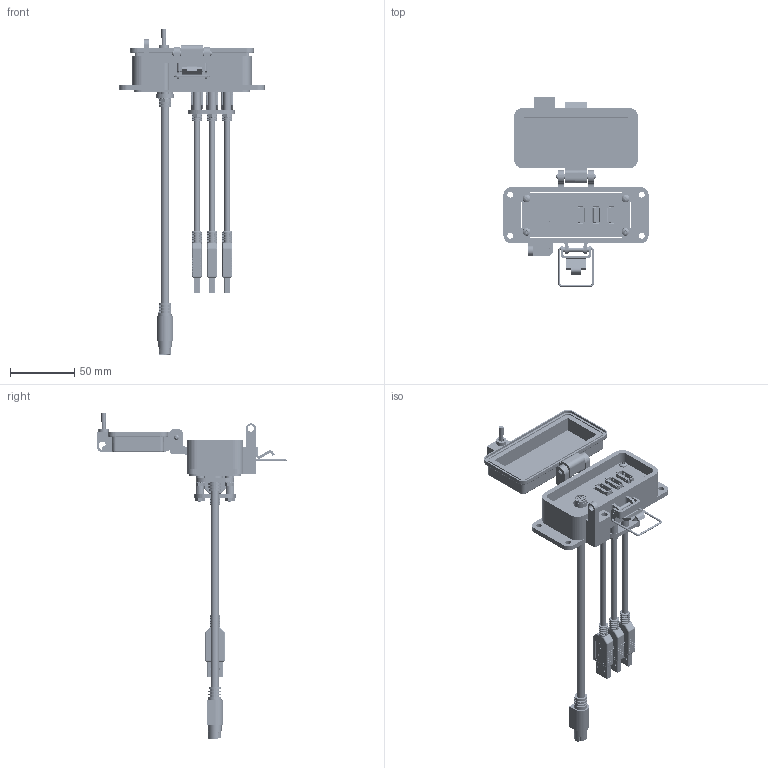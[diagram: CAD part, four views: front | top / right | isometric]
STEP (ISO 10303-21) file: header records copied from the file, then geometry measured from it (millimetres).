
FILE_DESCRIPTION (( 'STEP AP203' ), '1' );
FILE_NAME ('P-P3P11#3-F2RX_3D.STEP', '2022-05-19T15:36:48', ( '' ), ( '' ), 'SwSTEP 2.0', 'SolidWorks 2021', '' );
FILE_SCHEMA (( 'CONFIG_CONTROL_DESIGN' ));
Length unit declared in the file: millimetre
Products named in the file (17): P3; Z-020-3040; -F2; Z-001-SPR_1-1_4; P-P3P11#3-F2RX-CXXX_TP120_2; Z-000-440112FH_90273A119; Z-020-3047; 92005A124_METRIC PAN HEAD PHILLIPS MACHINE SCREW_92005A124; P-P3P11#3-F2RX-CXXX_FP060_1; Z-H-F2_B; Z-002-4401_4HN_90675A005; P-P3P11#3-F2RX_3D; P-P3P11#3-F2RX-CXXX_TP120_1; Z-001-SPR_5_8; Z-000-4401FH_90273A115; P-P3P11#3-F2RX-CXXX_BP180_1; P11
Assembly tree (40 placements, depth 3):
  P-P3P11#3-F2RX_3D
    -F2
      Z-H-F2_B
    P-P3P11#3-F2RX-CXXX_BP180_1
    P-P3P11#3-F2RX-CXXX_FP060_1
    P-P3P11#3-F2RX-CXXX_TP120_1
    P-P3P11#3-F2RX-CXXX_TP120_2
    P3
      Z-020-3040
    Z-000-4401FH_90273A115  x2
    Z-002-4401_4HN_90675A005  x8
    Z-001-SPR_5_8  x2
    P11  x3
      Z-020-3047
    Z-000-440112FH_90273A119  x6
    Z-001-SPR_1-1_4  x6
    92005A124_METRIC PAN HEAD PHILLIPS MACHINE SCREW_92005A124  x4
Bounding box: 113 x 147.61 x 254.11 mm (x, y, z)
Volume: 133214.8 mm3; surface area: 114069 mm2
Topology: 78 solids, 78 shells, 7102 faces, 20205 edges, 13239 vertices
Faces by surface type: cylinder 3544, plane 2663, bspline 495, cone 376, torus 16, sphere 8
Entity records: 110938 total; most frequent: CARTESIAN_POINT 43682, ORIENTED_EDGE 14800, DIRECTION 12172, EDGE_CURVE 7400, VERTEX_POINT 4878, LINE 4058, VECTOR 4058, AXIS2_PLACEMENT_3D 4057
